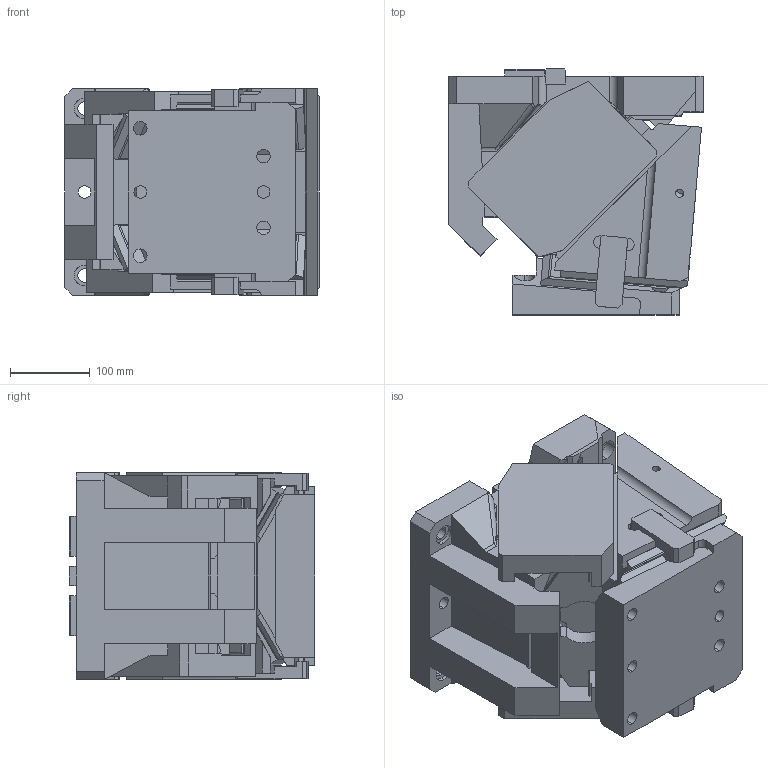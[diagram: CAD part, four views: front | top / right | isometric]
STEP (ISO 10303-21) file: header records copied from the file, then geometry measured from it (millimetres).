
FILE_DESCRIPTION(('CATIA V5 STEP Exchange'),'2;1');
FILE_NAME('CACV_F_260_05.stp','2015-04-27T06:56:04+00:00',('none'),('none'),'CATIA Version 5 Release 19 SP 2 (IN-10)','CATIA V5 STEP AP203','none');
FILE_SCHEMA(('CONFIG_CONTROL_DESIGN'));
Length unit declared in the file: millimetre
Products named in the file (1): CACV_F_260_05
Bounding box: 320 x 309 x 260 mm (x, y, z)
Volume: 16933844.1 mm3; surface area: 964565.2 mm2
Topology: 3 solids, 5 shells, 689 faces, 2073 edges, 1375 vertices
Faces by surface type: plane 484, cylinder 181, bspline 14, cone 6, extrusion 4
Entity records: 24323 total; most frequent: CARTESIAN_POINT 6766, ORIENTED_EDGE 4134, DIRECTION 2853, EDGE_CURVE 2067, VECTOR 1566, LINE 1562, VERTEX_POINT 1375, AXIS2_PLACEMENT_3D 755
